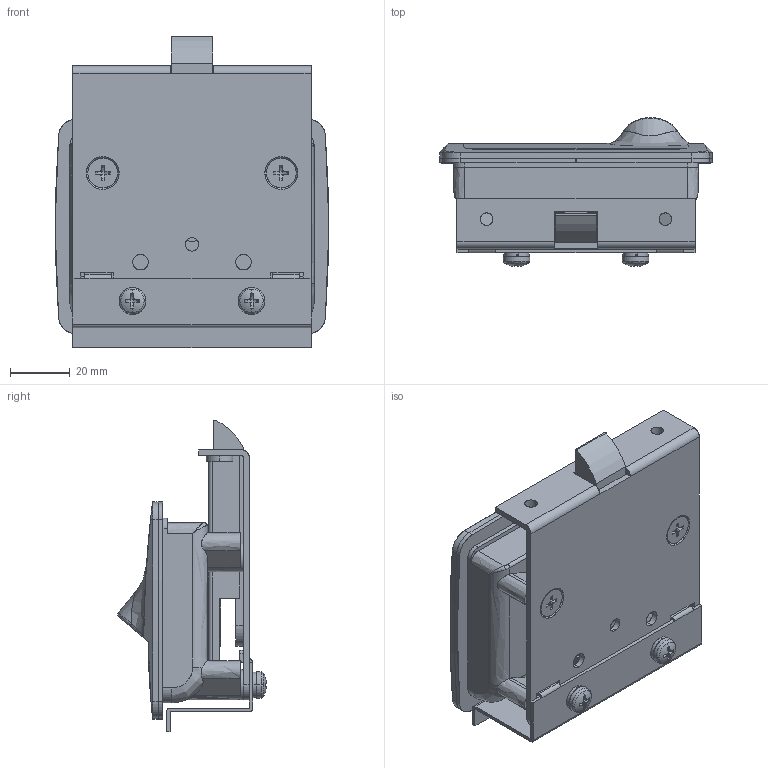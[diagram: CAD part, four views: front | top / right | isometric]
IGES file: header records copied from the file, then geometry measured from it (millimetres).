
Start section: SolidWorks IGES file using analytic representation for surfaces
Global section: file name: A-151R-F-2-1-TAK60.IGS; native system: SolidWorks 2018; preprocessor: SolidWorks 2018; author: 1337yo; date: 200213.163627; units: millimetre
Bounding box: 92 x 49.99 x 104.8 mm (x, y, z)
Surface area: 80289.4 mm2 (no closed solid volume)
Topology: 0 solids, 0 shells, 988 faces, 11662 edges, 11653 vertices
Faces by surface type: bspline 546, revolution 442
